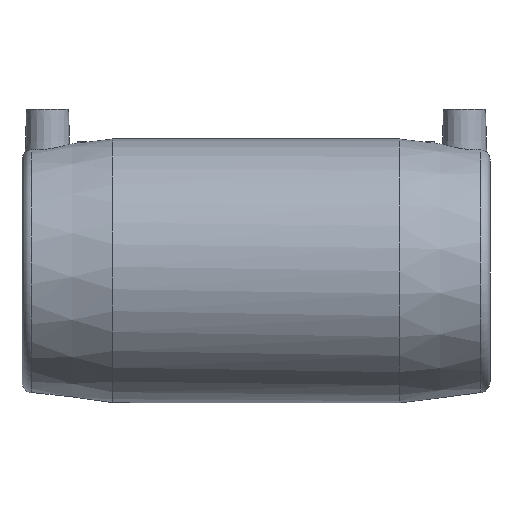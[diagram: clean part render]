
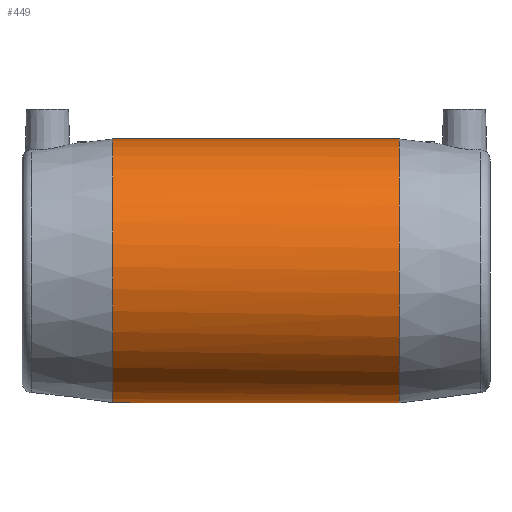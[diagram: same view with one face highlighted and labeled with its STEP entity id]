
A CAD part, front view. The second image highlights one B-rep face of the part: STEP entity #449.
In plain terms, the highlighted cylindrical face has radius 59.5 mm (diameter 119 mm), a full revolution.
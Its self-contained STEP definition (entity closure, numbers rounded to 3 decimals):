
#71=B_SPLINE_CURVE_WITH_KNOTS('',3,(#1071,#1072,#1073,#1074,#1075,#1076,
#1077,#1078,#1079,#1080,#1081,#1082,#1083,#1084,#1085,#1086,#1087,#1088,
#1089,#1090,#1091,#1092,#1093,#1094,#1095,#1096,#1097,#1098,#1099,#1100,
#1101,#1102,#1103,#1104,#1105,#1106,#1107,#1108,#1109,#1110,#1111,#1112,
#1113,#1114,#1115,#1116,#1117,#1118,#1119,#1120,#1121,#1122,#1123,#1124,
#1125,#1126),.UNSPECIFIED.,.T.,.F.,(1,1,1,1,1,1,1,1,1,1,1,1,1,1,1,1,1,1,
1,1,1,1,1,1,1,1,1,1,1,1,1,1,1,1,1,1,1,1,1,1,1,1,1,1,1,1,1,1,1,1,1,1,1,1,
1,1,1,1,1,1),(-0.014,-0.009,-0.005,
0.,0.009,0.014,0.018,
0.023,0.027,0.032,0.036,
0.045,0.054,0.059,0.063,
0.068,0.072,0.077,0.081,
0.09,0.099,0.104,0.108,
0.113,0.117,0.122,0.126,
0.135,0.14,0.144,0.149,
0.153,0.158,0.162,0.167,
0.172,0.181,0.19,0.194,
0.199,0.203,0.208,0.212,
0.217,0.221,0.226,0.23,
0.235,0.239,0.244,0.253,
0.262,0.271,0.275,0.28,
0.284,0.289,0.298,0.302,
0.307),.UNSPECIFIED.);
#127=ORIENTED_EDGE('',*,*,#193,.T.);
#128=ORIENTED_EDGE('',*,*,#192,.F.);
#129=ORIENTED_EDGE('',*,*,#197,.T.);
#192=EDGE_CURVE('',#237,#237,#270,.T.);
#193=EDGE_CURVE('',#238,#238,#71,.T.);
#197=EDGE_CURVE('',#242,#242,#273,.T.);
#237=VERTEX_POINT('',#893);
#238=VERTEX_POINT('',#1127);
#242=VERTEX_POINT('',#1145);
#270=CIRCLE('',#513,59.5);
#273=CIRCLE('',#519,59.5);
#325=EDGE_LOOP('',(#127));
#326=EDGE_LOOP('',(#128));
#327=EDGE_LOOP('',(#129));
#393=FACE_BOUND('',#325,.T.);
#394=FACE_BOUND('',#326,.T.);
#395=FACE_BOUND('',#327,.T.);
#423=CYLINDRICAL_SURFACE('',#518,59.5);
#449=ADVANCED_FACE('',(#393,#394,#395),#423,.T.);
#513=AXIS2_PLACEMENT_3D('',#892,#617,#618);
#518=AXIS2_PLACEMENT_3D('',#1143,#627,#628);
#519=AXIS2_PLACEMENT_3D('',#1144,#629,#630);
#617=DIRECTION('',(-1.,0.,0.));
#618=DIRECTION('',(0.,0.,1.));
#627=DIRECTION('',(-1.,0.,0.));
#628=DIRECTION('',(0.,0.,1.));
#629=DIRECTION('',(-1.,0.,0.));
#630=DIRECTION('',(0.,0.,1.));
#892=CARTESIAN_POINT('',(-64.5,0.,0.));
#893=CARTESIAN_POINT('',(-64.5,0.,59.5));
#1071=CARTESIAN_POINT('',(45.82,59.381,-4.574));
#1072=CARTESIAN_POINT('',(46.178,59.618,1.537));
#1073=CARTESIAN_POINT('',(45.47,59.149,7.536));
#1074=CARTESIAN_POINT('',(43.784,58.057,13.255));
#1075=CARTESIAN_POINT('',(42.102,56.987,17.273));
#1076=CARTESIAN_POINT('',(39.998,55.68,21.1));
#1077=CARTESIAN_POINT('',(37.566,54.216,24.604));
#1078=CARTESIAN_POINT('',(34.837,52.639,27.812));
#1079=CARTESIAN_POINT('',(30.777,50.413,31.736));
#1080=CARTESIAN_POINT('',(25.172,47.619,35.81));
#1081=CARTESIAN_POINT('',(18.732,45.04,38.919));
#1082=CARTESIAN_POINT('',(13.248,43.409,40.703));
#1083=CARTESIAN_POINT('',(8.938,42.453,41.694));
#1084=CARTESIAN_POINT('',(4.47,41.845,42.301));
#1085=CARTESIAN_POINT('',(-0.01,41.638,42.503));
#1086=CARTESIAN_POINT('',(-4.57,41.853,42.293));
#1087=CARTESIAN_POINT('',(-10.462,42.666,41.482));
#1088=CARTESIAN_POINT('',(-17.569,44.567,39.49));
#1089=CARTESIAN_POINT('',(-23.897,47.108,36.428));
#1090=CARTESIAN_POINT('',(-28.604,49.33,33.313));
#1091=CARTESIAN_POINT('',(-31.856,51.003,30.698));
#1092=CARTESIAN_POINT('',(-34.856,52.65,27.79));
#1093=CARTESIAN_POINT('',(-37.614,54.244,24.544));
#1094=CARTESIAN_POINT('',(-40.038,55.704,21.031));
#1095=CARTESIAN_POINT('',(-42.794,57.417,16.013));
#1096=CARTESIAN_POINT('',(-44.806,58.717,10.402));
#1097=CARTESIAN_POINT('',(-45.835,59.391,4.441));
#1098=CARTESIAN_POINT('',(-46.085,59.556,-0.044));
#1099=CARTESIAN_POINT('',(-45.825,59.385,-4.527));
#1100=CARTESIAN_POINT('',(-45.04,58.87,-9.001));
#1101=CARTESIAN_POINT('',(-43.793,58.063,-13.226));
#1102=CARTESIAN_POINT('',(-42.096,56.983,-17.289));
#1103=CARTESIAN_POINT('',(-39.999,55.68,-21.096));
#1104=CARTESIAN_POINT('',(-36.771,53.737,-25.756));
#1105=CARTESIAN_POINT('',(-31.911,50.978,-30.911));
#1106=CARTESIAN_POINT('',(-26.295,48.178,-34.994));
#1107=CARTESIAN_POINT('',(-21.29,46.064,-37.687));
#1108=CARTESIAN_POINT('',(-17.373,44.637,-39.359));
#1109=CARTESIAN_POINT('',(-13.258,43.41,-40.702));
#1110=CARTESIAN_POINT('',(-8.909,42.449,-41.699));
#1111=CARTESIAN_POINT('',(-4.499,41.847,-42.298));
#1112=CARTESIAN_POINT('',(0.037,41.638,-42.503));
#1113=CARTESIAN_POINT('',(4.561,41.853,-42.292));
#1114=CARTESIAN_POINT('',(8.974,42.46,-41.687));
#1115=CARTESIAN_POINT('',(13.321,43.427,-40.684));
#1116=CARTESIAN_POINT('',(17.429,44.656,-39.338));
#1117=CARTESIAN_POINT('',(21.345,46.085,-37.661));
#1118=CARTESIAN_POINT('',(26.345,48.202,-34.962));
#1119=CARTESIAN_POINT('',(31.964,51.007,-30.868));
#1120=CARTESIAN_POINT('',(37.782,54.313,-24.664));
#1121=CARTESIAN_POINT('',(41.507,56.608,-18.682));
#1122=CARTESIAN_POINT('',(43.795,58.064,-13.23));
#1123=CARTESIAN_POINT('',(45.044,58.873,-8.975));
#1124=CARTESIAN_POINT('',(45.82,59.381,-4.574));
#1125=CARTESIAN_POINT('',(46.178,59.618,1.537));
#1126=CARTESIAN_POINT('',(45.47,59.149,7.536));
#1127=CARTESIAN_POINT('',(46.,59.5,0.));
#1143=CARTESIAN_POINT('',(-60.,0.,0.));
#1144=CARTESIAN_POINT('',(64.5,0.,0.));
#1145=CARTESIAN_POINT('',(64.5,0.,59.5));
